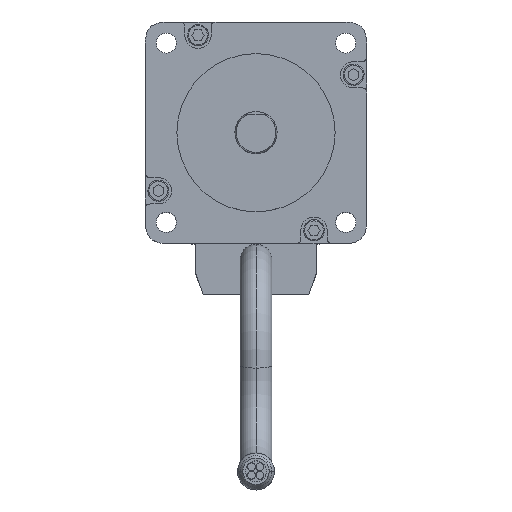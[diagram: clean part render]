
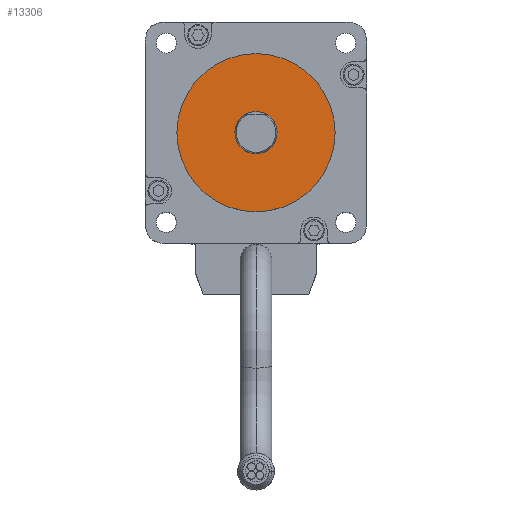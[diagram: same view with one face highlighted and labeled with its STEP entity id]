
A CAD part, top view. The second image highlights one B-rep face of the part: STEP entity #13306.
In plain terms, the highlighted planar face has unit normal (0, 0, 1).
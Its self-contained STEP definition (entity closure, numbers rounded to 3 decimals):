
#402 = EDGE_CURVE ( 'NONE', #11300, #1548, #11712, .T. ) ;
#1139 = ORIENTED_EDGE ( 'NONE', *, *, #3026, .T. ) ;
#1543 = DIRECTION ( 'NONE',  ( 0., 0., -1. ) ) ;
#1548 = VERTEX_POINT ( 'NONE', #8643 ) ;
#1681 = DIRECTION ( 'NONE',  ( 1., 0., 0. ) ) ;
#2217 = CARTESIAN_POINT ( 'NONE',  ( 0., 0., 1.5 ) ) ;
#2490 = CARTESIAN_POINT ( 'NONE',  ( 0., 0., 1.5 ) ) ;
#2811 = EDGE_CURVE ( 'NONE', #8034, #12959, #5432, .T. ) ;
#3020 = EDGE_LOOP ( 'NONE', ( #5387, #4265 ) ) ;
#3026 = EDGE_CURVE ( 'NONE', #1548, #11300, #8536, .T. ) ;
#3234 = AXIS2_PLACEMENT_3D ( 'NONE', #9731, #11681, #10792 ) ;
#4265 = ORIENTED_EDGE ( 'NONE', *, *, #2811, .T. ) ;
#4367 = DIRECTION ( 'NONE',  ( 0., 0., 1. ) ) ;
#4425 = CARTESIAN_POINT ( 'NONE',  ( -15., 0., 1.5 ) ) ;
#5351 = AXIS2_PLACEMENT_3D ( 'NONE', #2217, #4367, #12713 ) ;
#5387 = ORIENTED_EDGE ( 'NONE', *, *, #9924, .T. ) ;
#5432 = CIRCLE ( 'NONE', #5351, 15. ) ;
#5623 = DIRECTION ( 'NONE',  ( 0., 0., 1. ) ) ;
#5814 = CARTESIAN_POINT ( 'NONE',  ( 0., 0., 1.5 ) ) ;
#5954 = AXIS2_PLACEMENT_3D ( 'NONE', #2490, #5623, #11757 ) ;
#6398 = EDGE_LOOP ( 'NONE', ( #1139, #6891 ) ) ;
#6554 = PLANE ( 'NONE',  #3234 ) ;
#6891 = ORIENTED_EDGE ( 'NONE', *, *, #402, .T. ) ;
#7768 = CARTESIAN_POINT ( 'NONE',  ( 0., 0., 1.5 ) ) ;
#7904 = DIRECTION ( 'NONE',  ( 0., 0., -1. ) ) ;
#8034 = VERTEX_POINT ( 'NONE', #10152 ) ;
#8536 = CIRCLE ( 'NONE', #9041, 4. ) ;
#8643 = CARTESIAN_POINT ( 'NONE',  ( -4., 0., 1.5 ) ) ;
#9041 = AXIS2_PLACEMENT_3D ( 'NONE', #5814, #7904, #1681 ) ;
#9217 = FACE_BOUND ( 'NONE', #6398, .T. ) ;
#9731 = CARTESIAN_POINT ( 'NONE',  ( 0., 0., 1.5 ) ) ;
#9889 = FACE_OUTER_BOUND ( 'NONE', #3020, .T. ) ;
#9924 = EDGE_CURVE ( 'NONE', #12959, #8034, #13377, .T. ) ;
#10152 = CARTESIAN_POINT ( 'NONE',  ( 15., 0., 1.5 ) ) ;
#10422 = CARTESIAN_POINT ( 'NONE',  ( 4., 0., 1.5 ) ) ;
#10792 = DIRECTION ( 'NONE',  ( 1., 0., 0. ) ) ;
#11144 = AXIS2_PLACEMENT_3D ( 'NONE', #7768, #1543, #12845 ) ;
#11300 = VERTEX_POINT ( 'NONE', #10422 ) ;
#11681 = DIRECTION ( 'NONE',  ( 0., 0., 1. ) ) ;
#11712 = CIRCLE ( 'NONE', #11144, 4. ) ;
#11757 = DIRECTION ( 'NONE',  ( 1., 0., 0. ) ) ;
#12713 = DIRECTION ( 'NONE',  ( 1., 0., 0. ) ) ;
#12845 = DIRECTION ( 'NONE',  ( 1., 0., 0. ) ) ;
#12959 = VERTEX_POINT ( 'NONE', #4425 ) ;
#13306 = ADVANCED_FACE ( 'NONE', ( #9217, #9889 ), #6554, .T. ) ;
#13377 = CIRCLE ( 'NONE', #5954, 15. ) ;
